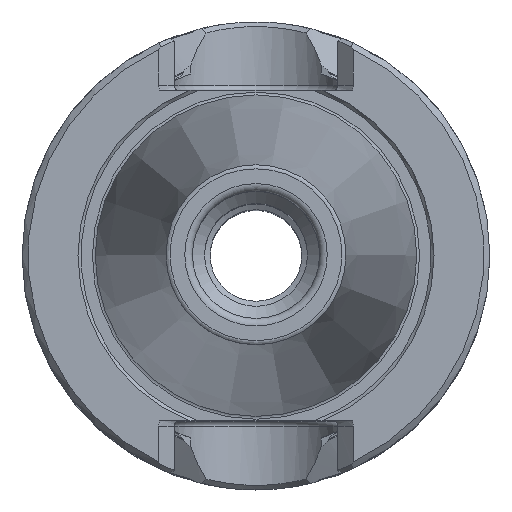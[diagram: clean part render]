
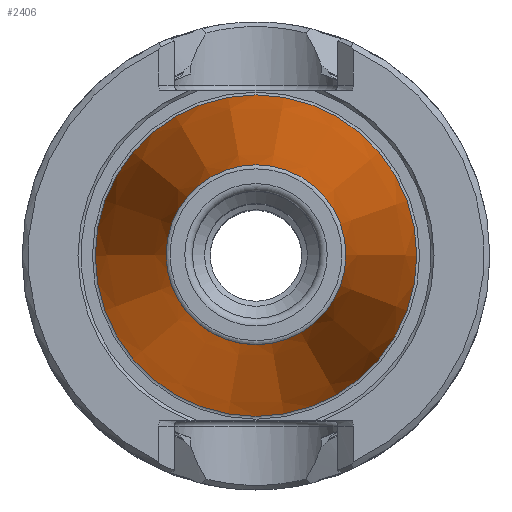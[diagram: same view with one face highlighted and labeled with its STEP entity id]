
A CAD part, top view. The second image highlights one B-rep face of the part: STEP entity #2406.
In plain terms, the highlighted conical face has half-angle 8.297 degrees and reference radius 8.642 mm.
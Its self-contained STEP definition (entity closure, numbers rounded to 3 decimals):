
#282=CONICAL_SURFACE('',#2566,8.642,0.145);
#376=ORIENTED_EDGE('',*,*,#788,.F.);
#377=ORIENTED_EDGE('',*,*,#787,.F.);
#787=EDGE_CURVE('',#1011,#1011,#1173,.F.);
#788=EDGE_CURVE('',#1012,#1012,#1174,.T.);
#1011=VERTEX_POINT('',#3291);
#1012=VERTEX_POINT('',#3294);
#1173=CIRCLE('',#2565,8.845);
#1174=CIRCLE('',#2567,15.802);
#1300=EDGE_LOOP('',(#376));
#1301=EDGE_LOOP('',(#377));
#1464=FACE_BOUND('',#1300,.T.);
#1465=FACE_BOUND('',#1301,.T.);
#2406=ADVANCED_FACE('',(#1464,#1465),#282,.T.);
#2565=AXIS2_PLACEMENT_3D('',#3290,#2856,#2857);
#2566=AXIS2_PLACEMENT_3D('',#3292,#2858,#2859);
#2567=AXIS2_PLACEMENT_3D('',#3293,#2860,#2861);
#2856=DIRECTION('',(0.,0.,-1.));
#2857=DIRECTION('',(-1.,0.,0.));
#2858=DIRECTION('',(0.,0.,-1.));
#2859=DIRECTION('',(-1.,0.,0.));
#2860=DIRECTION('',(0.,0.,-1.));
#2861=DIRECTION('',(-1.,0.,0.));
#3290=CARTESIAN_POINT('',(0.,0.,48.207));
#3291=CARTESIAN_POINT('',(-8.845,0.,48.207));
#3292=CARTESIAN_POINT('',(0.,0.,49.6));
#3293=CARTESIAN_POINT('',(0.,0.,0.5));
#3294=CARTESIAN_POINT('',(-15.802,0.,0.5));
